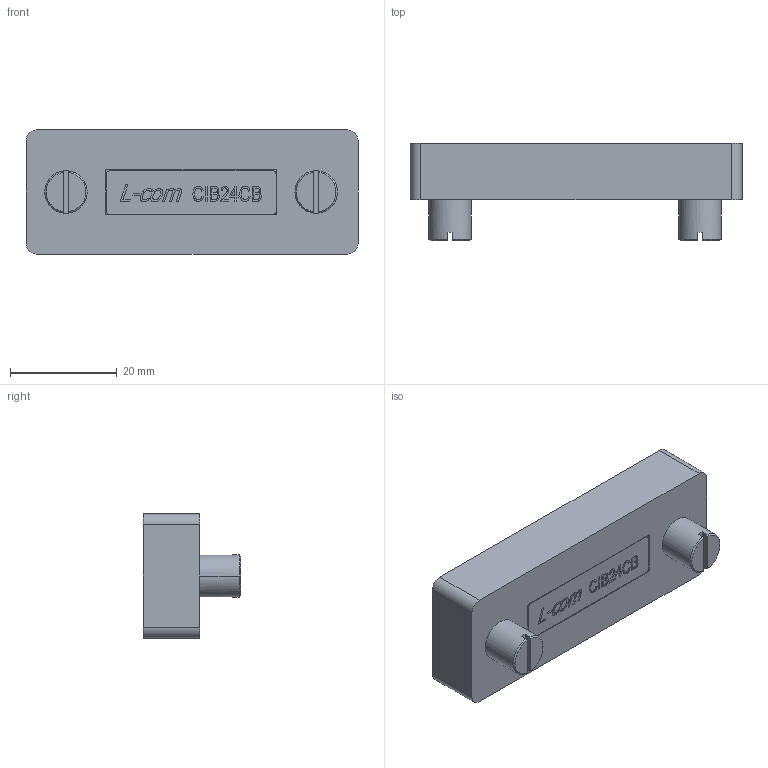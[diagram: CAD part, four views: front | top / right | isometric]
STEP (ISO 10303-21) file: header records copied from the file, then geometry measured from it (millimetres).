
FILE_DESCRIPTION (( 'STEP AP203' ), '1' );
FILE_NAME ('CIB24CB.STEP', '2006-06-23T18:21:54', ( 'lcom' ), ( 'lcom' ), 'SwSTEP 2.0', 'SolidWorks 2006004', '' );
FILE_SCHEMA (( 'CONFIG_CONTROL_DESIGN' ));
Length unit declared in the file: inch
Products named in the file (5): 1AJ02-009; CIB24CB; CIB24CB-MA1; CIB24C-MA2; CIB24C
Assembly tree (5 placements, depth 2):
  CIB24CB
    CIB24C-MA2
    1AJ02-009  x2
    CIB24CB-MA1
    CIB24C
Bounding box: 62.08 x 18.16 x 23.22 mm (x, y, z)
Volume: 7235.8 mm3; surface area: 9736.5 mm2
Topology: 5 solids, 5 shells, 313 faces, 815 edges, 536 vertices
Faces by surface type: plane 139, bspline 76, cylinder 56, cone 42
Entity records: 15147 total; most frequent: CARTESIAN_POINT 8261, ORIENTED_EDGE 1430, DIRECTION 1090, EDGE_CURVE 715, VERTEX_POINT 473, VECTOR 438, LINE 438, AXIS2_PLACEMENT_3D 326
